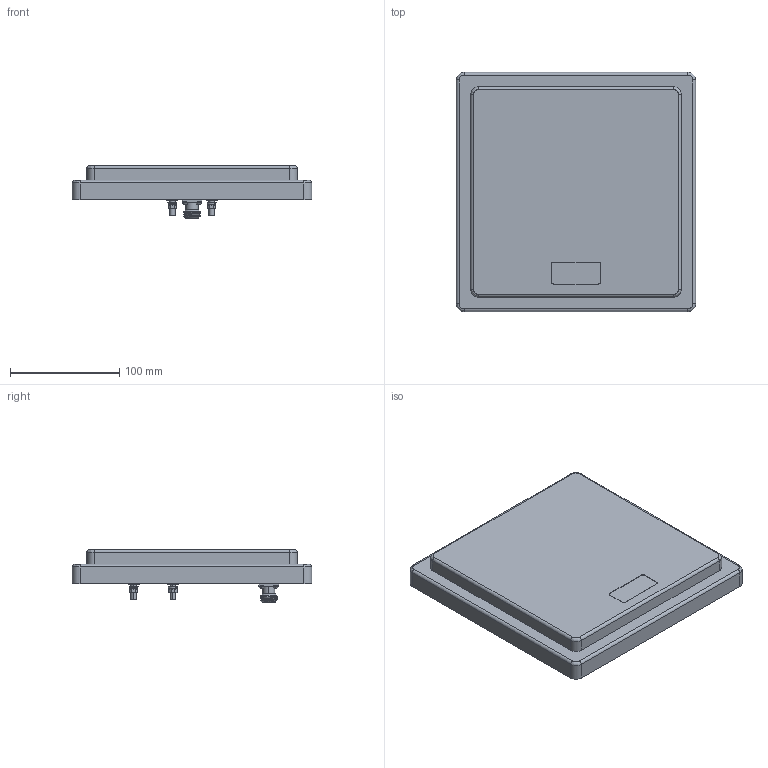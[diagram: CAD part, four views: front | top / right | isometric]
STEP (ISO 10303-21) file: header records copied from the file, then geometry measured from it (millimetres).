
FILE_DESCRIPTION (( 'STEP AP214' ), '1' );
FILE_NAME ('FMANFP1035_3D.STEP', '2022-11-15T19:17:52', ( '' ), ( '' ), 'SwSTEP 2.0', 'SolidWorks 2022', '' );
FILE_SCHEMA (( 'AUTOMOTIVE_DESIGN' ));
Length unit declared in the file: millimetre
Products named in the file (1): FMANFP1035_3D
Bounding box: 219 x 219 x 48.5 mm (x, y, z)
Volume: 271287.5 mm3; surface area: 241331.9 mm2
Topology: 23 solids, 23 shells, 341 faces, 780 edges, 505 vertices
Faces by surface type: cylinder 140, plane 130, bspline 34, cone 29, torus 8
Entity records: 16429 total; most frequent: CARTESIAN_POINT 8356, DIRECTION 1577, ORIENTED_EDGE 1544, EDGE_CURVE 772, AXIS2_PLACEMENT_3D 630, VERTEX_POINT 505, EDGE_LOOP 403, FACE_OUTER_BOUND 341
